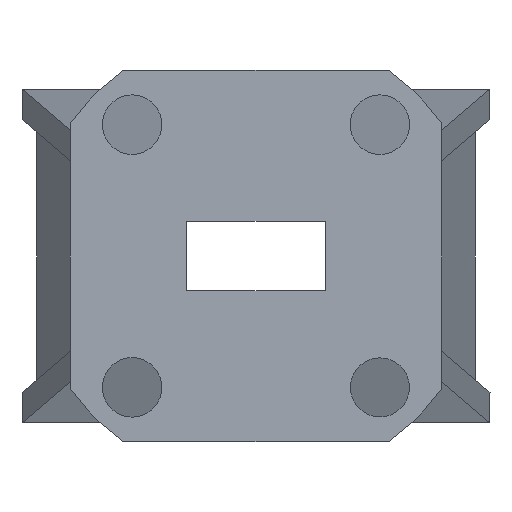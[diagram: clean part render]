
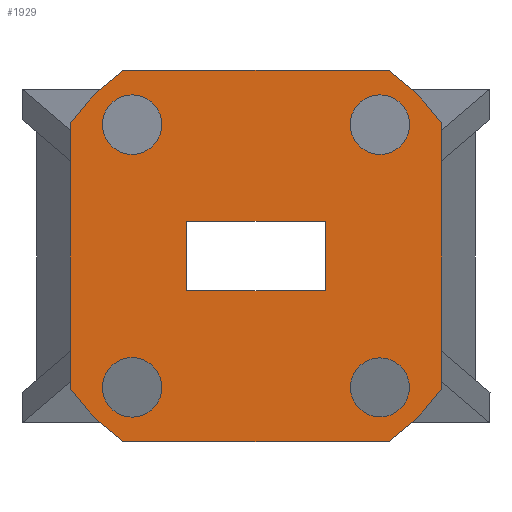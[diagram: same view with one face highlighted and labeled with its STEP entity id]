
A CAD part, front view. The second image highlights one B-rep face of the part: STEP entity #1929.
In plain terms, the highlighted planar face has unit normal (0, -1, 0).
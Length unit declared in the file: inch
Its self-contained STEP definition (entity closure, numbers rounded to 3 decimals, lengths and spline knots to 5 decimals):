
#33 = VECTOR ( 'NONE', #1453, 39.37008 ) ;
#38 = VECTOR ( 'NONE', #1270, 39.37008 ) ;
#41 = CARTESIAN_POINT ( 'NONE',  ( 0.14, 0., 0.07 ) ) ;
#67 = EDGE_CURVE ( 'NONE', #1586, #1586, #431, .T. ) ;
#93 = EDGE_CURVE ( 'NONE', #2026, #1944, #357, .T. ) ;
#94 = FACE_OUTER_BOUND ( 'NONE', #872, .T. ) ;
#126 = LINE ( 'NONE', #629, #369 ) ;
#130 = ORIENTED_EDGE ( 'NONE', *, *, #1306, .F. ) ;
#142 = DIRECTION ( 'NONE',  ( 0., 0., 1. ) ) ;
#152 = ORIENTED_EDGE ( 'NONE', *, *, #1548, .T. ) ;
#181 = VECTOR ( 'NONE', #238, 39.37008 ) ;
#197 = ORIENTED_EDGE ( 'NONE', *, *, #2132, .F. ) ;
#214 = VERTEX_POINT ( 'NONE', #1936 ) ;
#219 = CARTESIAN_POINT ( 'NONE',  ( 0.26641, 0., -0.375 ) ) ;
#221 = ORIENTED_EDGE ( 'NONE', *, *, #1802, .F. ) ;
#238 = DIRECTION ( 'NONE',  ( 0., 0., 1. ) ) ;
#241 = VERTEX_POINT ( 'NONE', #1897 ) ;
#250 = LINE ( 'NONE', #909, #1541 ) ;
#260 = CIRCLE ( 'NONE', #1676, 0.46 ) ;
#314 = CARTESIAN_POINT ( 'NONE',  ( 0.26641, 0., 0.375 ) ) ;
#357 = CIRCLE ( 'NONE', #1701, 0.46 ) ;
#369 = VECTOR ( 'NONE', #811, 39.37008 ) ;
#403 = CARTESIAN_POINT ( 'NONE',  ( -0.25, 0., -0.265 ) ) ;
#407 = CARTESIAN_POINT ( 'NONE',  ( -0.375, 0., 0.26641 ) ) ;
#422 = FACE_BOUND ( 'NONE', #1325, .T. ) ;
#429 = CIRCLE ( 'NONE', #2000, 0.46 ) ;
#431 = CIRCLE ( 'NONE', #1779, 0.06 ) ;
#434 = DIRECTION ( 'NONE',  ( 0., 1., 0. ) ) ;
#441 = EDGE_CURVE ( 'NONE', #1380, #917, #1060, .T. ) ;
#466 = CARTESIAN_POINT ( 'NONE',  ( 0.26641, 0., -0.375 ) ) ;
#503 = ORIENTED_EDGE ( 'NONE', *, *, #1116, .T. ) ;
#508 = CIRCLE ( 'NONE', #1922, 0.06 ) ;
#519 = DIRECTION ( 'NONE',  ( 0., 1., 0. ) ) ;
#526 = EDGE_CURVE ( 'NONE', #214, #214, #508, .T. ) ;
#554 = EDGE_LOOP ( 'NONE', ( #1708 ) ) ;
#564 = CARTESIAN_POINT ( 'NONE',  ( -0.14, 0., 0.07 ) ) ;
#566 = DIRECTION ( 'NONE',  ( 0., 1., 0. ) ) ;
#575 = PLANE ( 'NONE',  #1485 ) ;
#577 = DIRECTION ( 'NONE',  ( 0., 0., 1. ) ) ;
#579 = CARTESIAN_POINT ( 'NONE',  ( -0.14, 0., -0.07 ) ) ;
#598 = DIRECTION ( 'NONE',  ( 0., 0., 1. ) ) ;
#629 = CARTESIAN_POINT ( 'NONE',  ( 0.375, 0., 0.26641 ) ) ;
#641 = ORIENTED_EDGE ( 'NONE', *, *, #1193, .F. ) ;
#683 = CIRCLE ( 'NONE', #1734, 0.46 ) ;
#684 = DIRECTION ( 'NONE',  ( 0., 0., 1. ) ) ;
#766 = CARTESIAN_POINT ( 'NONE',  ( 0.25, 0., -0.265 ) ) ;
#779 = VERTEX_POINT ( 'NONE', #579 ) ;
#796 = ORIENTED_EDGE ( 'NONE', *, *, #1633, .F. ) ;
#801 = VERTEX_POINT ( 'NONE', #219 ) ;
#811 = DIRECTION ( 'NONE',  ( 0., 0., -1. ) ) ;
#855 = CARTESIAN_POINT ( 'NONE',  ( 0., 0., 0. ) ) ;
#869 = DIRECTION ( 'NONE',  ( 0., 0., 1. ) ) ;
#872 = EDGE_LOOP ( 'NONE', ( #2094, #641, #130, #221, #197, #796, #1029, #2173 ) ) ;
#900 = AXIS2_PLACEMENT_3D ( 'NONE', #1002, #1698, #142 ) ;
#909 = CARTESIAN_POINT ( 'NONE',  ( -0.26641, 0., 0.375 ) ) ;
#917 = VERTEX_POINT ( 'NONE', #1993 ) ;
#921 = CARTESIAN_POINT ( 'NONE',  ( 0., 0., 0. ) ) ;
#929 = LINE ( 'NONE', #2146, #33 ) ;
#944 = DIRECTION ( 'NONE',  ( 1., 0., 0. ) ) ;
#952 = CARTESIAN_POINT ( 'NONE',  ( 0.14, 0., 0.07 ) ) ;
#987 = DIRECTION ( 'NONE',  ( 0., 0., 1. ) ) ;
#988 = EDGE_LOOP ( 'NONE', ( #2108 ) ) ;
#1002 = CARTESIAN_POINT ( 'NONE',  ( 0.25, 0., 0.265 ) ) ;
#1029 = ORIENTED_EDGE ( 'NONE', *, *, #93, .F. ) ;
#1035 = DIRECTION ( 'NONE',  ( 0., 1., 0. ) ) ;
#1060 = LINE ( 'NONE', #41, #38 ) ;
#1069 = DIRECTION ( 'NONE',  ( 0., 0., 1. ) ) ;
#1090 = EDGE_LOOP ( 'NONE', ( #2186, #2193, #152, #1239 ) ) ;
#1101 = ORIENTED_EDGE ( 'NONE', *, *, #1963, .T. ) ;
#1108 = LINE ( 'NONE', #1799, #181 ) ;
#1116 = EDGE_CURVE ( 'NONE', #1244, #1244, #2217, .T. ) ;
#1160 = CARTESIAN_POINT ( 'NONE',  ( -0.14, 0., 0.07 ) ) ;
#1178 = VERTEX_POINT ( 'NONE', #314 ) ;
#1193 = EDGE_CURVE ( 'NONE', #801, #1394, #1713, .T. ) ;
#1207 = CARTESIAN_POINT ( 'NONE',  ( 0., 0., 0. ) ) ;
#1219 = CARTESIAN_POINT ( 'NONE',  ( -0.25, 0., -0.205 ) ) ;
#1239 = ORIENTED_EDGE ( 'NONE', *, *, #2201, .T. ) ;
#1244 = VERTEX_POINT ( 'NONE', #1947 ) ;
#1256 = CARTESIAN_POINT ( 'NONE',  ( 0.375, 0., -0.26641 ) ) ;
#1270 = DIRECTION ( 'NONE',  ( 0., 0., -1. ) ) ;
#1306 = EDGE_CURVE ( 'NONE', #1914, #801, #429, .T. ) ;
#1325 = EDGE_LOOP ( 'NONE', ( #503 ) ) ;
#1354 = EDGE_CURVE ( 'NONE', #917, #779, #929, .T. ) ;
#1380 = VERTEX_POINT ( 'NONE', #952 ) ;
#1392 = CARTESIAN_POINT ( 'NONE',  ( 0.375, 0., 0.26641 ) ) ;
#1394 = VERTEX_POINT ( 'NONE', #1807 ) ;
#1443 = DIRECTION ( 'NONE',  ( 0., 0., 1. ) ) ;
#1453 = DIRECTION ( 'NONE',  ( -1., 0., 0. ) ) ;
#1454 = DIRECTION ( 'NONE',  ( 0., 1., 0. ) ) ;
#1471 = FACE_BOUND ( 'NONE', #1591, .T. ) ;
#1485 = AXIS2_PLACEMENT_3D ( 'NONE', #921, #1977, #1069 ) ;
#1501 = VERTEX_POINT ( 'NONE', #1160 ) ;
#1541 = VECTOR ( 'NONE', #944, 39.37008 ) ;
#1546 = LINE ( 'NONE', #2070, #1679 ) ;
#1548 = EDGE_CURVE ( 'NONE', #779, #1501, #1546, .T. ) ;
#1586 = VERTEX_POINT ( 'NONE', #1219 ) ;
#1591 = EDGE_LOOP ( 'NONE', ( #1101 ) ) ;
#1599 = CARTESIAN_POINT ( 'NONE',  ( -0.26641, 0., 0.375 ) ) ;
#1624 = FACE_BOUND ( 'NONE', #988, .T. ) ;
#1633 = EDGE_CURVE ( 'NONE', #1944, #1178, #250, .T. ) ;
#1637 = CIRCLE ( 'NONE', #1850, 0.0595 ) ;
#1676 = AXIS2_PLACEMENT_3D ( 'NONE', #2089, #1035, #684 ) ;
#1679 = VECTOR ( 'NONE', #2028, 39.37008 ) ;
#1698 = DIRECTION ( 'NONE',  ( 0., 1., 0. ) ) ;
#1699 = VECTOR ( 'NONE', #2190, 39.37008 ) ;
#1701 = AXIS2_PLACEMENT_3D ( 'NONE', #1979, #566, #577 ) ;
#1708 = ORIENTED_EDGE ( 'NONE', *, *, #526, .T. ) ;
#1713 = LINE ( 'NONE', #466, #1699 ) ;
#1734 = AXIS2_PLACEMENT_3D ( 'NONE', #1207, #2125, #1932 ) ;
#1753 = DIRECTION ( 'NONE',  ( 1., 0., 0. ) ) ;
#1775 = CARTESIAN_POINT ( 'NONE',  ( 0.25, 0., -0.2055 ) ) ;
#1779 = AXIS2_PLACEMENT_3D ( 'NONE', #403, #434, #1443 ) ;
#1799 = CARTESIAN_POINT ( 'NONE',  ( -0.375, 0., -0.26641 ) ) ;
#1802 = EDGE_CURVE ( 'NONE', #2205, #1914, #126, .T. ) ;
#1807 = CARTESIAN_POINT ( 'NONE',  ( -0.26641, 0., -0.375 ) ) ;
#1850 = AXIS2_PLACEMENT_3D ( 'NONE', #766, #1454, #598 ) ;
#1862 = DIRECTION ( 'NONE',  ( 0., 1., 0. ) ) ;
#1897 = CARTESIAN_POINT ( 'NONE',  ( -0.375, 0., -0.26641 ) ) ;
#1908 = LINE ( 'NONE', #564, #2015 ) ;
#1914 = VERTEX_POINT ( 'NONE', #1256 ) ;
#1922 = AXIS2_PLACEMENT_3D ( 'NONE', #2213, #1862, #987 ) ;
#1929 = ADVANCED_FACE ( 'NONE', ( #94, #2136, #1471, #1624, #2179, #422 ), #575, .F. ) ;
#1932 = DIRECTION ( 'NONE',  ( 0., 0., 1. ) ) ;
#1936 = CARTESIAN_POINT ( 'NONE',  ( -0.25, 0., 0.325 ) ) ;
#1944 = VERTEX_POINT ( 'NONE', #1599 ) ;
#1947 = CARTESIAN_POINT ( 'NONE',  ( 0.25, 0., 0.325 ) ) ;
#1956 = EDGE_CURVE ( 'NONE', #241, #2026, #1108, .T. ) ;
#1960 = VERTEX_POINT ( 'NONE', #1775 ) ;
#1963 = EDGE_CURVE ( 'NONE', #1960, #1960, #1637, .T. ) ;
#1977 = DIRECTION ( 'NONE',  ( 0., 1., 0. ) ) ;
#1979 = CARTESIAN_POINT ( 'NONE',  ( 0., 0., 0. ) ) ;
#1993 = CARTESIAN_POINT ( 'NONE',  ( 0.14, 0., -0.07 ) ) ;
#2000 = AXIS2_PLACEMENT_3D ( 'NONE', #855, #519, #869 ) ;
#2015 = VECTOR ( 'NONE', #1753, 39.37008 ) ;
#2026 = VERTEX_POINT ( 'NONE', #407 ) ;
#2028 = DIRECTION ( 'NONE',  ( 0., 0., 1. ) ) ;
#2070 = CARTESIAN_POINT ( 'NONE',  ( -0.14, 0., -0.07 ) ) ;
#2083 = EDGE_CURVE ( 'NONE', #1394, #241, #260, .T. ) ;
#2089 = CARTESIAN_POINT ( 'NONE',  ( 0., 0., 0. ) ) ;
#2094 = ORIENTED_EDGE ( 'NONE', *, *, #2083, .F. ) ;
#2108 = ORIENTED_EDGE ( 'NONE', *, *, #67, .T. ) ;
#2125 = DIRECTION ( 'NONE',  ( 0., 1., 0. ) ) ;
#2132 = EDGE_CURVE ( 'NONE', #1178, #2205, #683, .T. ) ;
#2136 = FACE_BOUND ( 'NONE', #1090, .T. ) ;
#2146 = CARTESIAN_POINT ( 'NONE',  ( 0.14, 0., -0.07 ) ) ;
#2173 = ORIENTED_EDGE ( 'NONE', *, *, #1956, .F. ) ;
#2179 = FACE_BOUND ( 'NONE', #554, .T. ) ;
#2186 = ORIENTED_EDGE ( 'NONE', *, *, #441, .T. ) ;
#2190 = DIRECTION ( 'NONE',  ( -1., 0., 0. ) ) ;
#2193 = ORIENTED_EDGE ( 'NONE', *, *, #1354, .T. ) ;
#2201 = EDGE_CURVE ( 'NONE', #1501, #1380, #1908, .T. ) ;
#2205 = VERTEX_POINT ( 'NONE', #1392 ) ;
#2213 = CARTESIAN_POINT ( 'NONE',  ( -0.25, 0., 0.265 ) ) ;
#2217 = CIRCLE ( 'NONE', #900, 0.06 ) ;
